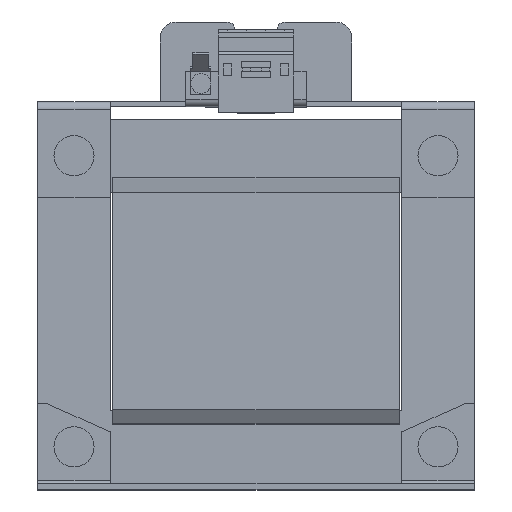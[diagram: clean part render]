
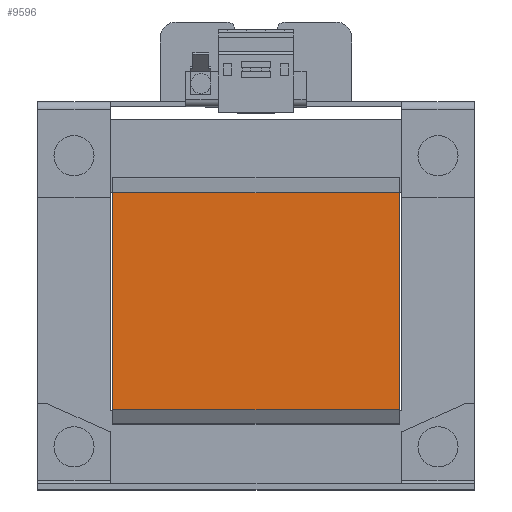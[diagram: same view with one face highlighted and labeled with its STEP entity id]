
A CAD part, top view. The second image highlights one B-rep face of the part: STEP entity #9596.
In plain terms, the highlighted planar face has unit normal (0, 0, 1).
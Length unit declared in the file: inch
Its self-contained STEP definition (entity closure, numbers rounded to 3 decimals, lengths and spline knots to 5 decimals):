
#1746 = ORIENTED_EDGE ( 'NONE', *, *, #49924, .F. ) ;
#2800 = PLANE ( 'NONE',  #48231 ) ;
#5636 = EDGE_CURVE ( 'NONE', #16590, #40419, #51342, .T. ) ;
#5837 = CARTESIAN_POINT ( 'NONE',  ( 2.24409, 1.70079, 2.32283 ) ) ;
#7893 = CARTESIAN_POINT ( 'NONE',  ( -2.24409, 1.70079, 2.32283 ) ) ;
#8408 = DIRECTION ( 'NONE',  ( 0., -1., 0. ) ) ;
#8794 = CARTESIAN_POINT ( 'NONE',  ( -2.24409, -1.70079, 2.32283 ) ) ;
#9596 = ADVANCED_FACE ( 'NONE', ( #53637 ), #2800, .F. ) ;
#12628 = CARTESIAN_POINT ( 'NONE',  ( -2.24409, 0., 2.32283 ) ) ;
#12886 = CARTESIAN_POINT ( 'NONE',  ( 2.24409, 0., 2.32283 ) ) ;
#13592 = VERTEX_POINT ( 'NONE', #7893 ) ;
#15079 = CARTESIAN_POINT ( 'NONE',  ( 2.24409, 1.70079, 2.32283 ) ) ;
#16569 = ORIENTED_EDGE ( 'NONE', *, *, #29241, .T. ) ;
#16590 = VERTEX_POINT ( 'NONE', #5837 ) ;
#19031 = CARTESIAN_POINT ( 'NONE',  ( 2.24409, -1.70079, 2.32283 ) ) ;
#19643 = DIRECTION ( 'NONE',  ( -1., 0., 0. ) ) ;
#23216 = DIRECTION ( 'NONE',  ( 1., 0., 0. ) ) ;
#29241 = EDGE_CURVE ( 'NONE', #54716, #40419, #32813, .T. ) ;
#30004 = DIRECTION ( 'NONE',  ( 0., -1., 0. ) ) ;
#30049 = EDGE_LOOP ( 'NONE', ( #16569, #48977, #1746, #52272 ) ) ;
#32453 = VECTOR ( 'NONE', #36185, 39.37008 ) ;
#32813 = LINE ( 'NONE', #19031, #32453 ) ;
#36185 = DIRECTION ( 'NONE',  ( 1., 0., 0. ) ) ;
#36705 = VECTOR ( 'NONE', #23216, 39.37008 ) ;
#40419 = VERTEX_POINT ( 'NONE', #44163 ) ;
#41285 = CARTESIAN_POINT ( 'NONE',  ( 2.24409, -1.66535, 2.32283 ) ) ;
#41857 = VECTOR ( 'NONE', #8408, 39.37008 ) ;
#42112 = EDGE_CURVE ( 'NONE', #13592, #54716, #42412, .T. ) ;
#42412 = LINE ( 'NONE', #12628, #41857 ) ;
#44163 = CARTESIAN_POINT ( 'NONE',  ( 2.24409, -1.70079, 2.32283 ) ) ;
#48231 = AXIS2_PLACEMENT_3D ( 'NONE', #41285, #49690, #19643 ) ;
#48977 = ORIENTED_EDGE ( 'NONE', *, *, #5636, .F. ) ;
#49690 = DIRECTION ( 'NONE',  ( 0., 0., -1. ) ) ;
#49924 = EDGE_CURVE ( 'NONE', #13592, #16590, #53835, .T. ) ;
#50729 = VECTOR ( 'NONE', #30004, 39.37008 ) ;
#51342 = LINE ( 'NONE', #12886, #50729 ) ;
#52272 = ORIENTED_EDGE ( 'NONE', *, *, #42112, .T. ) ;
#53637 = FACE_OUTER_BOUND ( 'NONE', #30049, .T. ) ;
#53835 = LINE ( 'NONE', #15079, #36705 ) ;
#54716 = VERTEX_POINT ( 'NONE', #8794 ) ;
